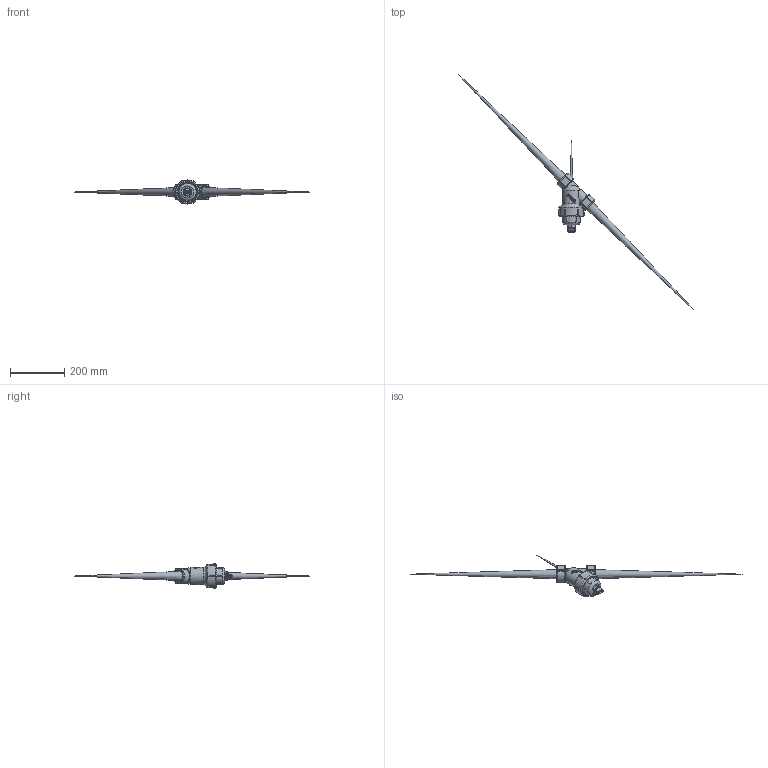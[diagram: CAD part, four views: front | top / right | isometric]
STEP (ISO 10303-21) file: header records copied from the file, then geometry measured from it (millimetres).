
FILE_DESCRIPTION(/* description */ ('1 1/4" LINE STRAINER, 40 MESH'),/* implementation_level */ '2;1');
FILE_NAME(/* name */ 'LS125-40.stp',/* time_stamp */ '2018-08-01T14:17:45-04:00',/* author */ ('MJC'),/* organization */ (''),/* preprocessor_version */ 'ST-DEVELOPER v17',/* originating_system */ 'Autodesk Inventor 2018',/* authorisation */ '');
FILE_SCHEMA (('AUTOMOTIVE_DESIGN { 1 0 10303 214 3 1 1 }'));
Products named in the file (10): LS125-40; LS125-B; LS100-C1; LS100XC1; 12777; UV15163; LS100-G; LS140; LST1200D; CE050D
Assembly tree (9 placements, depth 3):
  LS125-40
    LS125-B
    LS100-C1
      LS100XC1
      12777
      UV15163
    LS100-G
    LS140
    LST1200D
    CE050D
Bounding box: 869.08 x 869.08 x 88.9 mm (x, y, z)
Volume: 395428.8 mm3; surface area: 873178.8 mm2
Topology: 8 solids, 8 shells, 2295 faces, 6148 edges, 3985 vertices
Faces by surface type: plane 1211, bspline 552, cylinder 331, cone 92, sphere 55, torus 54
Full cylindrical faces by diameter (mm): 12.7 x2, 25.527 x1, 28.702 x3, 31.75 x1, 36.83 x1, 42.418 x1, 53.34 x1, 53.594 x1, 57.15 x1, 59.436 x1, 60.223 x1, 62.992 x1, 63.5 x1, 68.58 x3, 70.866 x2, 75.454 x2, 77.851 x3, 88.9 x1
Entity records: 108917 total; most frequent: CARTESIAN_POINT 54100, ORIENTED_EDGE 12168, DIRECTION 9220, EDGE_CURVE 6084, VERTEX_POINT 3969, LINE 3388, VECTOR 3388, AXIS2_PLACEMENT_3D 2916
